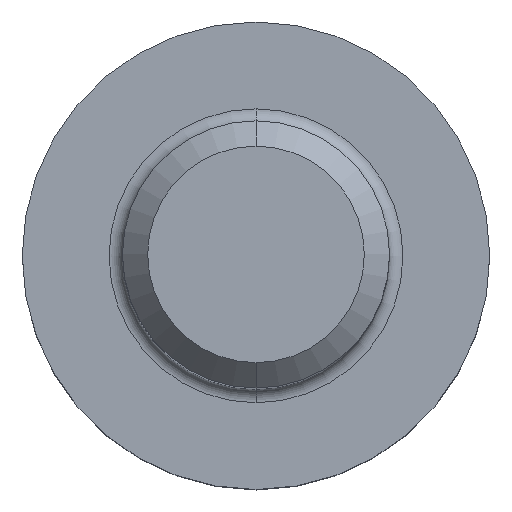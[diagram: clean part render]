
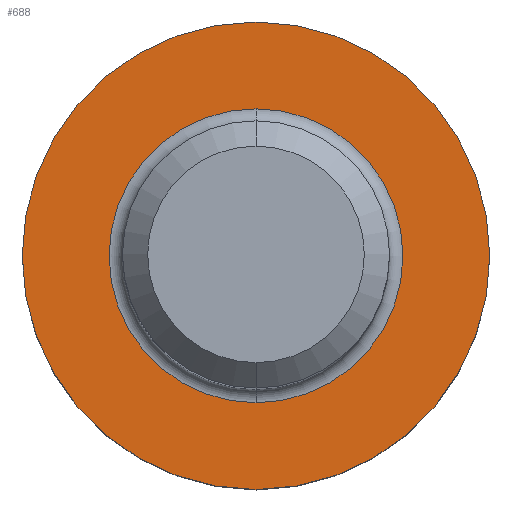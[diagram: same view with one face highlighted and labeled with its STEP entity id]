
A CAD part, top view. The second image highlights one B-rep face of the part: STEP entity #688.
In plain terms, the highlighted planar face has unit normal (0, 0, 1).
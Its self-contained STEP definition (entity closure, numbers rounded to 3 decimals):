
#28 = ORIENTED_EDGE ( 'NONE', *, *, #595, .F. ) ;
#57 = EDGE_LOOP ( 'NONE', ( #28, #382 ) ) ;
#161 = AXIS2_PLACEMENT_3D ( 'NONE', #505, #601, #436 ) ;
#166 = CARTESIAN_POINT ( 'NONE',  ( 0., 2.2, 0. ) ) ;
#176 = CARTESIAN_POINT ( 'NONE',  ( 0., 0., 0. ) ) ;
#182 = AXIS2_PLACEMENT_3D ( 'NONE', #251, #646, #309 ) ;
#195 = CIRCLE ( 'NONE', #776, 3.5 ) ;
#206 = CARTESIAN_POINT ( 'NONE',  ( 0., -2.2, 0. ) ) ;
#217 = ORIENTED_EDGE ( 'NONE', *, *, #753, .T. ) ;
#222 = EDGE_CURVE ( 'NONE', #370, #485, #195, .T. ) ;
#233 = DIRECTION ( 'NONE',  ( 0., 0., -1. ) ) ;
#245 = DIRECTION ( 'NONE',  ( 0., 0., 1. ) ) ;
#251 = CARTESIAN_POINT ( 'NONE',  ( 0., 0., 0. ) ) ;
#281 = DIRECTION ( 'NONE',  ( 0., 1., 0. ) ) ;
#295 = VERTEX_POINT ( 'NONE', #206 ) ;
#309 = DIRECTION ( 'NONE',  ( 0., -1., 0. ) ) ;
#335 = EDGE_LOOP ( 'NONE', ( #217, #765 ) ) ;
#343 = DIRECTION ( 'NONE',  ( 0., 0., -1. ) ) ;
#354 = CARTESIAN_POINT ( 'NONE',  ( 0., 3.5, 0. ) ) ;
#370 = VERTEX_POINT ( 'NONE', #682 ) ;
#375 = FACE_BOUND ( 'NONE', #335, .T. ) ;
#380 = CARTESIAN_POINT ( 'NONE',  ( 0., 3.5, 0. ) ) ;
#382 = ORIENTED_EDGE ( 'NONE', *, *, #222, .F. ) ;
#411 = EDGE_CURVE ( 'NONE', #429, #295, #758, .T. ) ;
#429 = VERTEX_POINT ( 'NONE', #166 ) ;
#436 = DIRECTION ( 'NONE',  ( 0., -1., 0. ) ) ;
#485 = VERTEX_POINT ( 'NONE', #380 ) ;
#505 = CARTESIAN_POINT ( 'NONE',  ( 0., 0., 0. ) ) ;
#540 = CIRCLE ( 'NONE', #182, 2.2 ) ;
#576 = PLANE ( 'NONE',  #612 ) ;
#582 = AXIS2_PLACEMENT_3D ( 'NONE', #705, #343, #787 ) ;
#595 = EDGE_CURVE ( 'NONE', #485, #370, #604, .T. ) ;
#601 = DIRECTION ( 'NONE',  ( 0., 0., -1. ) ) ;
#604 = CIRCLE ( 'NONE', #582, 3.5 ) ;
#612 = AXIS2_PLACEMENT_3D ( 'NONE', #354, #245, #642 ) ;
#642 = DIRECTION ( 'NONE',  ( 0., -1., 0. ) ) ;
#646 = DIRECTION ( 'NONE',  ( 0., 0., -1. ) ) ;
#682 = CARTESIAN_POINT ( 'NONE',  ( 0., -3.5, 0. ) ) ;
#688 = ADVANCED_FACE ( 'NONE', ( #375, #708 ), #576, .T. ) ;
#705 = CARTESIAN_POINT ( 'NONE',  ( 0., 0., 0. ) ) ;
#708 = FACE_OUTER_BOUND ( 'NONE', #57, .T. ) ;
#753 = EDGE_CURVE ( 'NONE', #295, #429, #540, .T. ) ;
#758 = CIRCLE ( 'NONE', #161, 2.2 ) ;
#765 = ORIENTED_EDGE ( 'NONE', *, *, #411, .T. ) ;
#776 = AXIS2_PLACEMENT_3D ( 'NONE', #176, #233, #281 ) ;
#787 = DIRECTION ( 'NONE',  ( 0., 1., 0. ) ) ;
